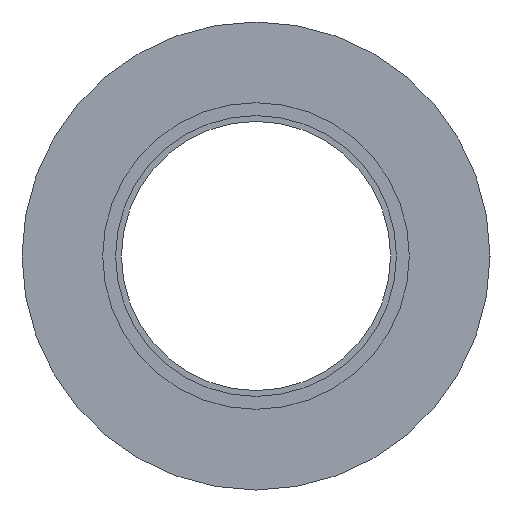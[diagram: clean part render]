
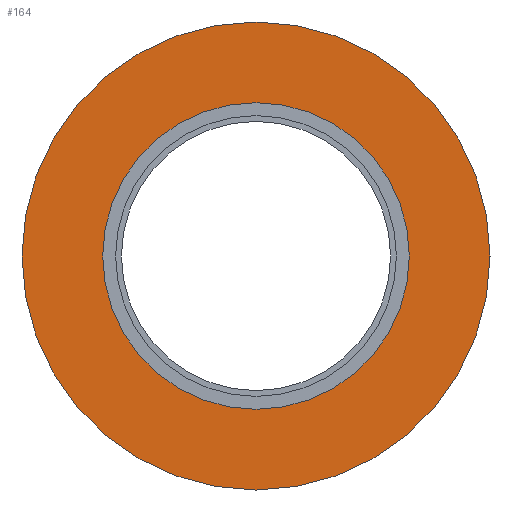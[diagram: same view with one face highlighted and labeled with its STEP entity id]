
A CAD part, left-side view. The second image highlights one B-rep face of the part: STEP entity #164.
In plain terms, the highlighted planar face has unit normal (-1, 0, 0).
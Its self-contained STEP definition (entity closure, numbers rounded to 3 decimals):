
#164=ADVANCED_FACE('',(#339,#340),#338,.T.);
#338=PLANE('',#688);
#339=FACE_OUTER_BOUND('',#689,.T.);
#340=FACE_BOUND('',#690,.T.);
#685=CARTESIAN_POINT('',(-113.,41.569,26.));
#686=DIRECTION('',(-1.,0.,0.));
#687=DIRECTION('',(0.,0.,-1.));
#688=AXIS2_PLACEMENT_3D('',#685,#686,#687);
#689=EDGE_LOOP('',(#909,#910));
#690=EDGE_LOOP('',(#911,#912));
#909=ORIENTED_EDGE('',*,*,#1023,.T.);
#910=ORIENTED_EDGE('',*,*,#1024,.T.);
#911=ORIENTED_EDGE('',*,*,#1025,.F.);
#912=ORIENTED_EDGE('',*,*,#1026,.F.);
#1023=EDGE_CURVE('',#1263,#1264,#1265,.T.);
#1024=EDGE_CURVE('',#1264,#1263,#1271,.T.);
#1025=EDGE_CURVE('',#1277,#1278,#1279,.T.);
#1026=EDGE_CURVE('',#1278,#1277,#1285,.T.);
#1263=VERTEX_POINT('',#1657);
#1264=VERTEX_POINT('',#1658);
#1265=CIRCLE('',#1662,20.);
#1271=CIRCLE('',#1666,20.);
#1277=VERTEX_POINT('',#1667);
#1278=VERTEX_POINT('',#1668);
#1279=CIRCLE('',#1672,13.1);
#1285=CIRCLE('',#1676,13.1);
#1657=CARTESIAN_POINT('',(-113.,0.,20.));
#1658=CARTESIAN_POINT('',(-113.,0.,-20.));
#1659=CARTESIAN_POINT('',(-113.,0.,0.));
#1660=DIRECTION('',(-1.,0.,0.));
#1661=DIRECTION('',(0.,0.,1.));
#1662=AXIS2_PLACEMENT_3D('',#1659,#1660,#1661);
#1663=CARTESIAN_POINT('',(-113.,0.,0.));
#1664=DIRECTION('',(-1.,0.,0.));
#1665=DIRECTION('',(0.,0.,1.));
#1666=AXIS2_PLACEMENT_3D('',#1663,#1664,#1665);
#1667=CARTESIAN_POINT('',(-113.,0.,-13.1));
#1668=CARTESIAN_POINT('',(-113.,0.,13.1));
#1669=CARTESIAN_POINT('',(-113.,0.,0.));
#1670=DIRECTION('',(-1.,0.,0.));
#1671=DIRECTION('',(0.,0.,1.));
#1672=AXIS2_PLACEMENT_3D('',#1669,#1670,#1671);
#1673=CARTESIAN_POINT('',(-113.,0.,0.));
#1674=DIRECTION('',(-1.,0.,0.));
#1675=DIRECTION('',(0.,0.,1.));
#1676=AXIS2_PLACEMENT_3D('',#1673,#1674,#1675);
